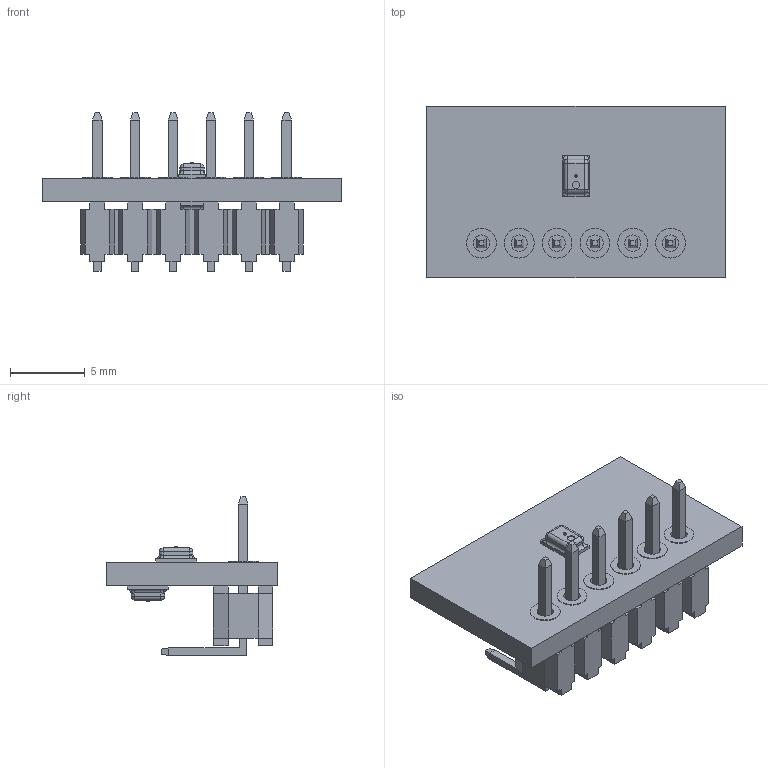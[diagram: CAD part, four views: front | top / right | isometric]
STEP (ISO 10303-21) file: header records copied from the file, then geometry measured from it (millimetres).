
FILE_DESCRIPTION (( 'STEP AP214' ), '1' );
FILE_NAME ('FS LIGHT SOUND PCB 2024-06-04.STEP', '2024-06-04T10:16:34', ( '' ), ( '' ), 'SwSTEP 2.0', 'SolidWorks 2023', '' );
FILE_SCHEMA (( 'AUTOMOTIVE_DESIGN' ));
Length unit declared in the file: millimetre
Products named in the file (5): A2-6PA-2.54DS Hirose_2.STEP; FS LIGHT SOUND PCB 2024-06-04; CEPXXXXXX-FS SOUND & LIGHT PCB 3_2.STEP; FS LIGHT SOUND PCB 2024-06-04.STEP; CMM_2718AT_42316_TR Microphone_2.STEP
Assembly tree (5 placements, depth 3):
  FS LIGHT SOUND PCB 2024-06-04
    FS LIGHT SOUND PCB 2024-06-04.STEP
      CMM_2718AT_42316_TR Microphone_2.STEP  x2
      CEPXXXXXX-FS SOUND & LIGHT PCB 3_2.STEP
      A2-6PA-2.54DS Hirose_2.STEP
Bounding box: 20 x 11.5 x 10.66 mm (x, y, z)
Volume: 563.5 mm3; surface area: 1099.2 mm2
Topology: 4 solids, 4 shells, 666 faces, 1740 edges, 1120 vertices
Faces by surface type: plane 488, bspline 106, cylinder 56, torus 8, sphere 8
Entity records: 20819 total; most frequent: CARTESIAN_POINT 7717, ORIENTED_EDGE 2860, DIRECTION 2300, EDGE_CURVE 1430, LINE 1178, VECTOR 1178, VERTEX_POINT 928, EDGE_LOOP 596
